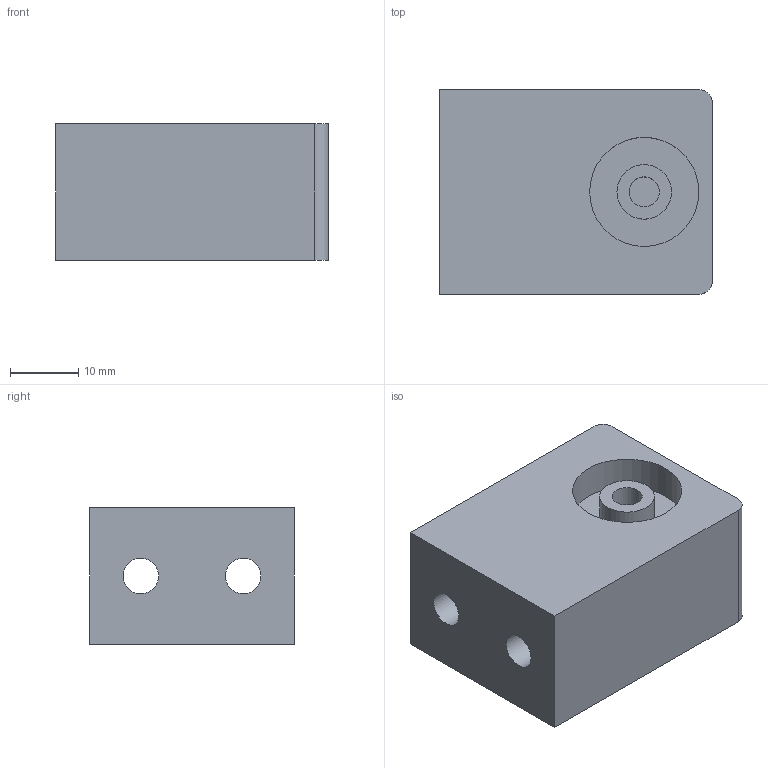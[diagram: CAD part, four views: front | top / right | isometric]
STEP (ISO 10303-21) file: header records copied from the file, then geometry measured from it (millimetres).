
FILE_DESCRIPTION(/* description */ (''),/* implementation_level */ '2;1');
FILE_NAME(/* name */ 'Bed Mount CR-10S.step',/* time_stamp */ '2020-06-08T21:31:32-05:00',/* author */ (''),/* organization */ (''),/* preprocessor_version */ 'ST-DEVELOPER v18.1',/* originating_system */ 'Autodesk Translation Framework v9.3.0.1241',/* authorisation */ '');
FILE_SCHEMA (('AUTOMOTIVE_DESIGN { 1 0 10303 214 3 1 1 }'));
Length unit declared in the file: millimetre
Products named in the file (1): Bed Mount CR-10s
Bounding box: 40 x 30 x 20 mm (x, y, z)
Volume: 18047.7 mm3; surface area: 7899.5 mm2
Topology: 1 solids, 1 shells, 27 faces, 57 edges, 38 vertices
Faces by surface type: plane 18, cylinder 9
Full cylindrical faces by diameter (mm): 4.4 x1, 5.2 x2, 8 x1, 8.8 x1, 9 x1, 16 x1
Entity records: 770 total; most frequent: DIRECTION 131, CARTESIAN_POINT 123, ORIENTED_EDGE 114, EDGE_CURVE 57, AXIS2_PLACEMENT_3D 46, LINE 39, VECTOR 39, VERTEX_POINT 38
